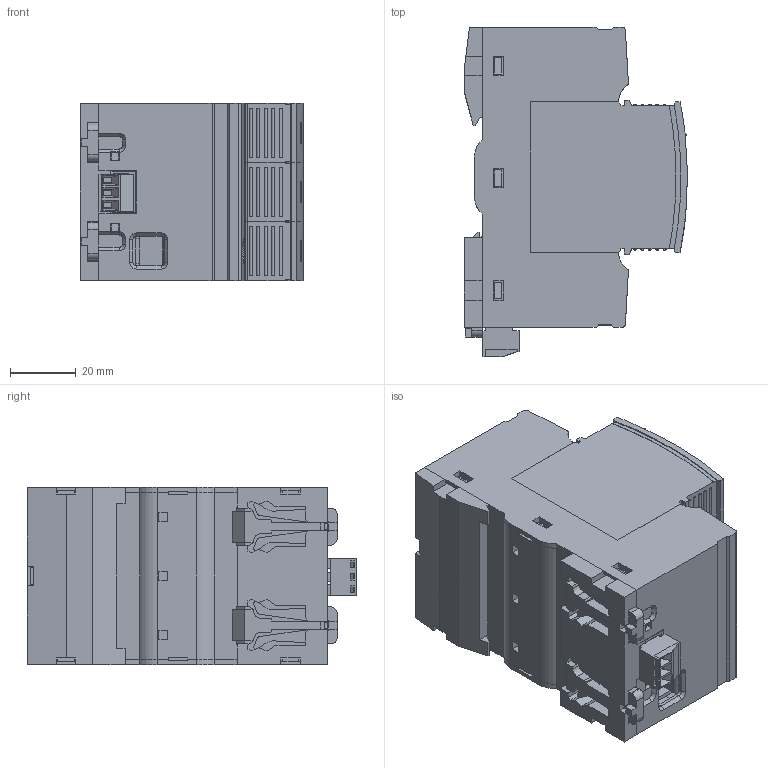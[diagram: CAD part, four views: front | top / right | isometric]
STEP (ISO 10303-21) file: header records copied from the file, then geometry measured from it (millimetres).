
FILE_DESCRIPTION (( 'STEP AP203' ), '1' );
FILE_NAME ('opv-b(c-d)3.ÃÌ Îãðàíè÷èòåëü èìïóëüñíûõ íàïðÿæåíèé ñ ñèãíàëèçàöèåé EKF PROxima.STEP', '2025-03-12T12:25:07', ( '' ), ( '' ), 'SwSTEP 2.0', 'SolidWorks 2021', '' );
FILE_SCHEMA (( 'CONFIG_CONTROL_DESIGN' ));
Length unit declared in the file: millimetre
Products named in the file (1): opv-b(c-d)3.ÃÌ Îãðàíè÷èòåëü èìïóëüñíûõ íàïðÿæåíèé ñ ñèãíàëèçàöèåé EKF PROxima
Bounding box: 68 x 100.5 x 54 mm (x, y, z)
Volume: 263830.5 mm3; surface area: 78320.9 mm2
Topology: 54 solids, 54 shells, 2249 faces, 5688 edges, 3662 vertices
Faces by surface type: plane 1677, cylinder 460, cone 68, torus 44
Entity records: 67147 total; most frequent: CARTESIAN_POINT 12378, ORIENTED_EDGE 11376, DIRECTION 11100, EDGE_CURVE 5688, VECTOR 4440, LINE 4440, VERTEX_POINT 3662, AXIS2_PLACEMENT_3D 3330
